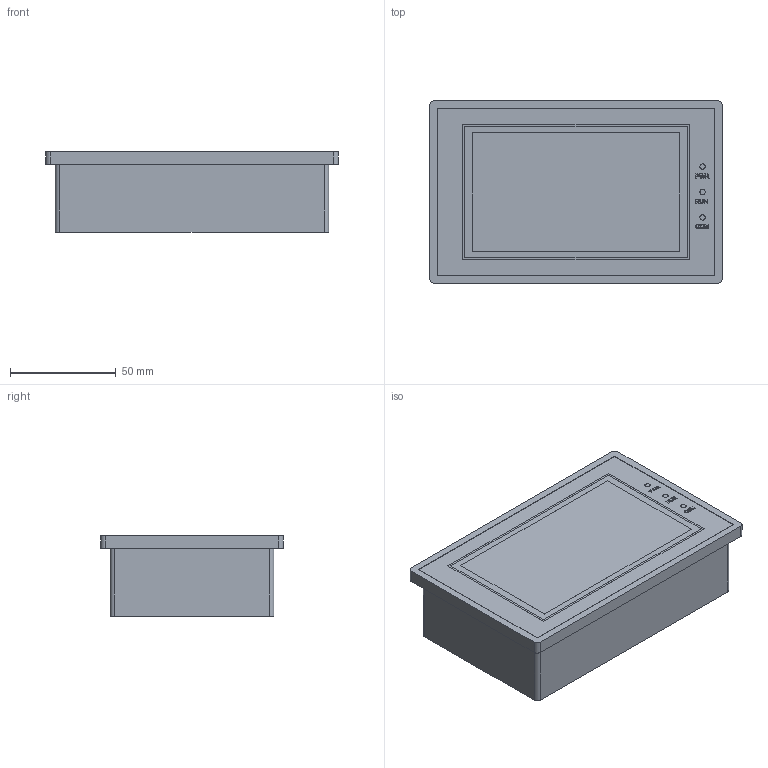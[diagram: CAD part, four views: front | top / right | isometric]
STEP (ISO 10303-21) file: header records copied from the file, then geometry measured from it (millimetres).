
FILE_DESCRIPTION(/* description */ (''),/* implementation_level */ '2;1');
FILE_NAME(/* name */ 'IHM SANKOON 4''''.stp',/* time_stamp */ '2023-09-12T15:22:38-03:00',/* author */ ('Tiago'),/* organization */ (''),/* preprocessor_version */ 'ST-DEVELOPER v19.2',/* originating_system */ 'Autodesk Inventor 2024',/* authorisation */ '');
FILE_SCHEMA (('AUTOMOTIVE_DESIGN { 1 0 10303 214 3 1 1 }'));
Length unit declared in the file: millimetre
Products named in the file (1): IHM SANKOON 4 POL
Bounding box: 138 x 86 x 38 mm (x, y, z)
Volume: 387533.4 mm3; surface area: 39606 mm2
Topology: 1 solids, 1 shells, 182 faces, 477 edges, 318 vertices
Faces by surface type: plane 121, bspline 50, cylinder 11
Full cylindrical faces by diameter (mm): 2.5 x3
Entity records: 6050 total; most frequent: CARTESIAN_POINT 1636, ORIENTED_EDGE 954, DIRECTION 665, EDGE_CURVE 477, LINE 355, VECTOR 355, VERTEX_POINT 318, EDGE_LOOP 203
